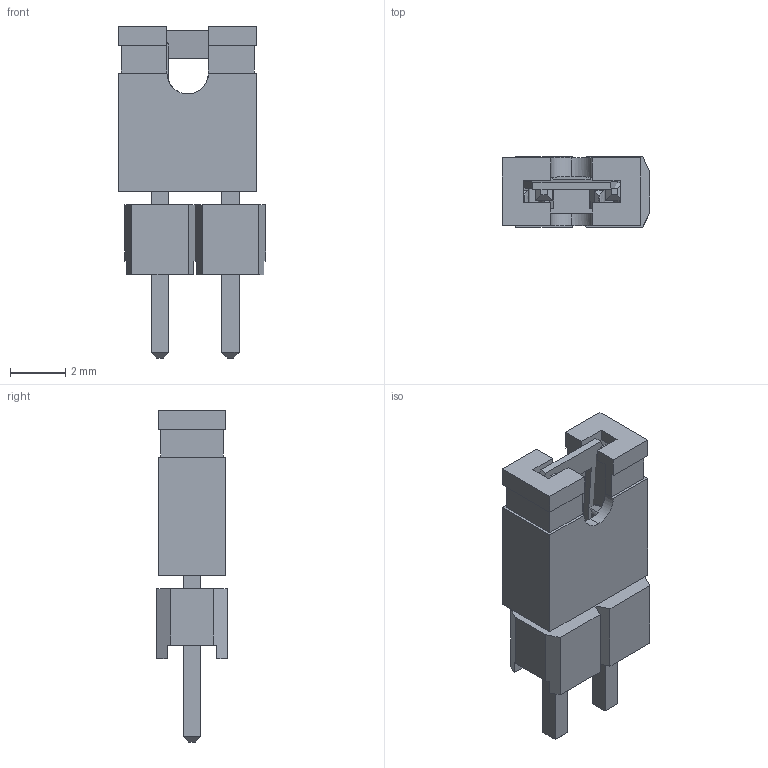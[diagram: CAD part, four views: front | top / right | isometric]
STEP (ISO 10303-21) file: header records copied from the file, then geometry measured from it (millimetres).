
FILE_DESCRIPTION (( 'STEP AP203' ), '1' );
FILE_NAME ('pin header 1x2 and jumper_yellow_v2.STEP', '2019-09-30T09:07:44', ( '' ), ( '' ), 'SwSTEP 2.0', 'SolidWorks 2018', '' );
FILE_SCHEMA (( 'CONFIG_CONTROL_DESIGN' ));
Length unit declared in the file: millimetre
Products named in the file (2): pin header 1x2 and jumper_yellow_v2
Bounding box: 5.31 x 2.54 x 11.99 mm (x, y, z)
Volume: 74.5 mm3; surface area: 358.3 mm2
Topology: 5 solids, 5 shells, 199 faces, 514 edges, 324 vertices
Faces by surface type: plane 153, bspline 46
Entity records: 5866 total; most frequent: CARTESIAN_POINT 2168, ORIENTED_EDGE 1028, EDGE_CURVE 514, B_SPLINE_CURVE_WITH_KNOTS 432, VERTEX_POINT 324, DIRECTION 312, EDGE_LOOP 206, FACE_OUTER_BOUND 199
